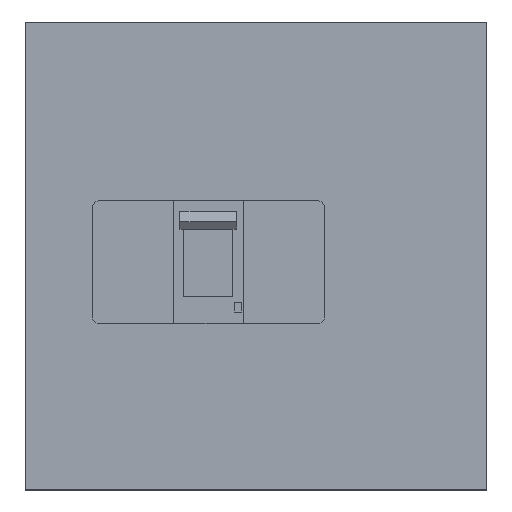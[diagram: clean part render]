
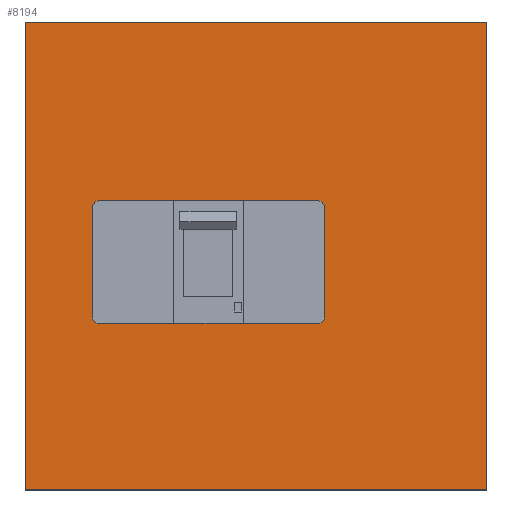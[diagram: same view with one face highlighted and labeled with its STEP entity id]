
A CAD part, top view. The second image highlights one B-rep face of the part: STEP entity #8194.
In plain terms, the highlighted planar face has unit normal (0, 0, 1).
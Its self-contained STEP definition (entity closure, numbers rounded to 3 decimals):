
#17 = DIRECTION ( 'NONE',  ( 0., 0., -1. ) ) ;
#48 = CARTESIAN_POINT ( 'NONE',  ( -84.8, -44.5, -302.4 ) ) ;
#77 = EDGE_CURVE ( 'NONE', #1277, #5202, #7021, .T. ) ;
#184 = DIRECTION ( 'NONE',  ( 0., 0., -1. ) ) ;
#267 = VERTEX_POINT ( 'NONE', #8463 ) ;
#310 = ORIENTED_EDGE ( 'NONE', *, *, #8994, .T. ) ;
#381 = AXIS2_PLACEMENT_3D ( 'NONE', #2917, #10885, #4018 ) ;
#411 = CARTESIAN_POINT ( 'NONE',  ( 204., 171.5, -302.4 ) ) ;
#487 = EDGE_CURVE ( 'NONE', #267, #1277, #988, .T. ) ;
#601 = VERTEX_POINT ( 'NONE', #9400 ) ;
#631 = VERTEX_POINT ( 'NONE', #6039 ) ;
#988 = CIRCLE ( 'NONE', #4194, 5. ) ;
#1199 = CARTESIAN_POINT ( 'NONE',  ( -79.8, -44.5, -302.4 ) ) ;
#1277 = VERTEX_POINT ( 'NONE', #48 ) ;
#1415 = EDGE_LOOP ( 'NONE', ( #13722, #8601, #8027, #2166 ) ) ;
#1696 = VECTOR ( 'NONE', #1986, 1000. ) ;
#1737 = VECTOR ( 'NONE', #1977, 1000. ) ;
#1792 = DIRECTION ( 'NONE',  ( 0., 0., -1. ) ) ;
#1977 = DIRECTION ( 'NONE',  ( 0., 1., 0. ) ) ;
#1986 = DIRECTION ( 'NONE',  ( 0., 1., 0. ) ) ;
#2166 = ORIENTED_EDGE ( 'NONE', *, *, #11899, .T. ) ;
#2381 = CARTESIAN_POINT ( 'NONE',  ( 80.2, 35.5, -302.4 ) ) ;
#2917 = CARTESIAN_POINT ( 'NONE',  ( 56.234, -171.5, -302.4 ) ) ;
#2966 = EDGE_CURVE ( 'NONE', #12827, #6430, #5228, .T. ) ;
#3201 = CARTESIAN_POINT ( 'NONE',  ( 80.2, 40.5, -302.4 ) ) ;
#3243 = CARTESIAN_POINT ( 'NONE',  ( 56.234, 171.5, -302.4 ) ) ;
#3317 = VERTEX_POINT ( 'NONE', #411 ) ;
#3326 = CARTESIAN_POINT ( 'NONE',  ( 56.234, 40.5, -302.4 ) ) ;
#3419 = VECTOR ( 'NONE', #10121, 1000. ) ;
#3479 = DIRECTION ( 'NONE',  ( -1., 0., 0. ) ) ;
#3544 = EDGE_CURVE ( 'NONE', #601, #7570, #12496, .T. ) ;
#4018 = DIRECTION ( 'NONE',  ( 1., 0., 0. ) ) ;
#4194 = AXIS2_PLACEMENT_3D ( 'NONE', #1199, #17, #13899 ) ;
#4242 = VECTOR ( 'NONE', #9309, 1000. ) ;
#4856 = VECTOR ( 'NONE', #14169, 1000. ) ;
#5202 = VERTEX_POINT ( 'NONE', #9960 ) ;
#5228 = LINE ( 'NONE', #6226, #4856 ) ;
#5270 = ORIENTED_EDGE ( 'NONE', *, *, #14269, .T. ) ;
#5659 = ORIENTED_EDGE ( 'NONE', *, *, #14544, .T. ) ;
#5823 = VECTOR ( 'NONE', #9842, 1000. ) ;
#6007 = VECTOR ( 'NONE', #10156, 1000. ) ;
#6035 = CIRCLE ( 'NONE', #12900, 5. ) ;
#6039 = CARTESIAN_POINT ( 'NONE',  ( 80.2, -49.5, -302.4 ) ) ;
#6226 = CARTESIAN_POINT ( 'NONE',  ( 56.234, -171.5, -302.4 ) ) ;
#6430 = VERTEX_POINT ( 'NONE', #12796 ) ;
#6446 = CIRCLE ( 'NONE', #10213, 5. ) ;
#6773 = DIRECTION ( 'NONE',  ( 1., 0., 0. ) ) ;
#7020 = CARTESIAN_POINT ( 'NONE',  ( 80.2, -44.5, -302.4 ) ) ;
#7021 = LINE ( 'NONE', #8823, #1696 ) ;
#7060 = CARTESIAN_POINT ( 'NONE',  ( -134., 171.5, -302.4 ) ) ;
#7346 = PLANE ( 'NONE',  #381 ) ;
#7463 = AXIS2_PLACEMENT_3D ( 'NONE', #8634, #1792, #9776 ) ;
#7570 = VERTEX_POINT ( 'NONE', #3201 ) ;
#7659 = CARTESIAN_POINT ( 'NONE',  ( 204., -171.5, -302.4 ) ) ;
#7744 = EDGE_CURVE ( 'NONE', #6430, #3317, #13866, .T. ) ;
#8027 = ORIENTED_EDGE ( 'NONE', *, *, #7744, .T. ) ;
#8095 = CIRCLE ( 'NONE', #7463, 5. ) ;
#8192 = DIRECTION ( 'NONE',  ( -1., 0., 0. ) ) ;
#8194 = ADVANCED_FACE ( 'NONE', ( #9016, #9730 ), #7346, .T. ) ;
#8463 = CARTESIAN_POINT ( 'NONE',  ( -79.8, -49.5, -302.4 ) ) ;
#8548 = ORIENTED_EDGE ( 'NONE', *, *, #9568, .T. ) ;
#8601 = ORIENTED_EDGE ( 'NONE', *, *, #2966, .T. ) ;
#8634 = CARTESIAN_POINT ( 'NONE',  ( -79.8, 35.5, -302.4 ) ) ;
#8694 = CARTESIAN_POINT ( 'NONE',  ( 85.2, -171.5, -302.4 ) ) ;
#8823 = CARTESIAN_POINT ( 'NONE',  ( -84.8, -171.5, -302.4 ) ) ;
#8888 = LINE ( 'NONE', #8694, #5823 ) ;
#8970 = CARTESIAN_POINT ( 'NONE',  ( 56.234, -49.5, -302.4 ) ) ;
#8972 = EDGE_LOOP ( 'NONE', ( #310, #5659, #14565, #11201, #5270, #9751, #8548, #12349 ) ) ;
#8994 = EDGE_CURVE ( 'NONE', #9412, #631, #6446, .T. ) ;
#9016 = FACE_OUTER_BOUND ( 'NONE', #1415, .T. ) ;
#9067 = LINE ( 'NONE', #3243, #6007 ) ;
#9309 = DIRECTION ( 'NONE',  ( 0., -1., 0. ) ) ;
#9400 = CARTESIAN_POINT ( 'NONE',  ( -79.8, 40.5, -302.4 ) ) ;
#9412 = VERTEX_POINT ( 'NONE', #12467 ) ;
#9448 = VECTOR ( 'NONE', #6773, 1000. ) ;
#9568 = EDGE_CURVE ( 'NONE', #7570, #10480, #6035, .T. ) ;
#9664 = EDGE_CURVE ( 'NONE', #11387, #12827, #10352, .T. ) ;
#9730 = FACE_BOUND ( 'NONE', #8972, .T. ) ;
#9751 = ORIENTED_EDGE ( 'NONE', *, *, #3544, .T. ) ;
#9776 = DIRECTION ( 'NONE',  ( -1., 0., 0. ) ) ;
#9842 = DIRECTION ( 'NONE',  ( 0., -1., 0. ) ) ;
#9960 = CARTESIAN_POINT ( 'NONE',  ( -84.8, 35.5, -302.4 ) ) ;
#10121 = DIRECTION ( 'NONE',  ( -1., 0., 0. ) ) ;
#10156 = DIRECTION ( 'NONE',  ( -1., 0., 0. ) ) ;
#10213 = AXIS2_PLACEMENT_3D ( 'NONE', #7020, #184, #8192 ) ;
#10352 = LINE ( 'NONE', #10457, #4242 ) ;
#10359 = DIRECTION ( 'NONE',  ( 0., 0., -1. ) ) ;
#10420 = EDGE_CURVE ( 'NONE', #10480, #9412, #8888, .T. ) ;
#10457 = CARTESIAN_POINT ( 'NONE',  ( -134., -171.5, -302.4 ) ) ;
#10480 = VERTEX_POINT ( 'NONE', #14575 ) ;
#10885 = DIRECTION ( 'NONE',  ( 0., 0., 1. ) ) ;
#11201 = ORIENTED_EDGE ( 'NONE', *, *, #77, .T. ) ;
#11387 = VERTEX_POINT ( 'NONE', #7060 ) ;
#11899 = EDGE_CURVE ( 'NONE', #3317, #11387, #9067, .T. ) ;
#12349 = ORIENTED_EDGE ( 'NONE', *, *, #10420, .T. ) ;
#12467 = CARTESIAN_POINT ( 'NONE',  ( 85.2, -44.5, -302.4 ) ) ;
#12496 = LINE ( 'NONE', #3326, #9448 ) ;
#12566 = LINE ( 'NONE', #8970, #3419 ) ;
#12796 = CARTESIAN_POINT ( 'NONE',  ( 204., -171.5, -302.4 ) ) ;
#12827 = VERTEX_POINT ( 'NONE', #13251 ) ;
#12900 = AXIS2_PLACEMENT_3D ( 'NONE', #2381, #10359, #3479 ) ;
#13251 = CARTESIAN_POINT ( 'NONE',  ( -134., -171.5, -302.4 ) ) ;
#13722 = ORIENTED_EDGE ( 'NONE', *, *, #9664, .T. ) ;
#13866 = LINE ( 'NONE', #7659, #1737 ) ;
#13899 = DIRECTION ( 'NONE',  ( -1., 0., 0. ) ) ;
#14169 = DIRECTION ( 'NONE',  ( 1., 0., 0. ) ) ;
#14269 = EDGE_CURVE ( 'NONE', #5202, #601, #8095, .T. ) ;
#14544 = EDGE_CURVE ( 'NONE', #631, #267, #12566, .T. ) ;
#14565 = ORIENTED_EDGE ( 'NONE', *, *, #487, .T. ) ;
#14575 = CARTESIAN_POINT ( 'NONE',  ( 85.2, 35.5, -302.4 ) ) ;
